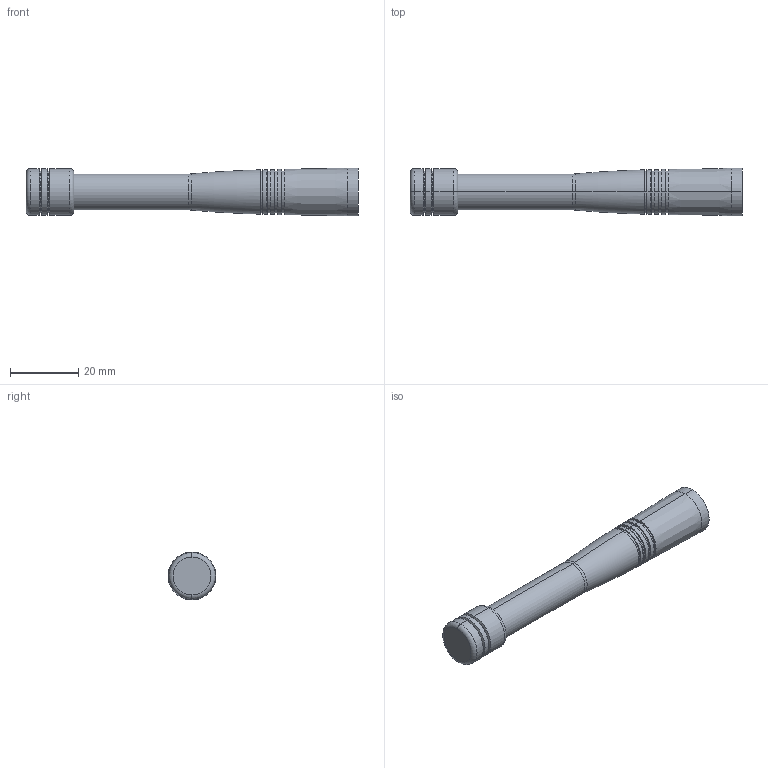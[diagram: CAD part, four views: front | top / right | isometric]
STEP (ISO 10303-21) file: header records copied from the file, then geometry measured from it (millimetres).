
FILE_DESCRIPTION (( 'STEP AP214' ), '1' );
FILE_NAME ('FMANRBD1038_3D.step', '2023-04-10T17:59:09', ( '' ), ( '' ), 'SwSTEP 2.0', 'SolidWorks 2022', '' );
FILE_SCHEMA (( 'AUTOMOTIVE_DESIGN' ));
Length unit declared in the file: inch
Products named in the file (1): FMANRBD1038_3D
Bounding box: 97 x 14 x 14 mm (x, y, z)
Volume: 10997.1 mm3; surface area: 4651.3 mm2
Topology: 1 solids, 2 shells, 137 faces, 274 edges, 156 vertices
Faces by surface type: cylinder 64, cone 42, plane 21, torus 10
Entity records: 5214 total; most frequent: DIRECTION 710, CARTESIAN_POINT 564, ORIENTED_EDGE 540, AXIS2_PLACEMENT_3D 302, EDGE_CURVE 270, CIRCLE 164, VERTEX_POINT 156, EDGE_LOOP 156
